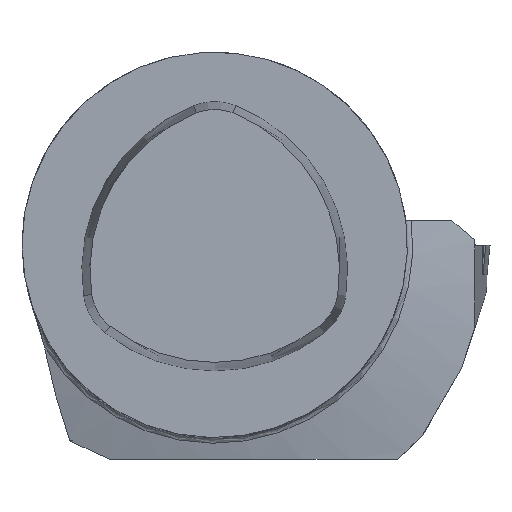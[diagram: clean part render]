
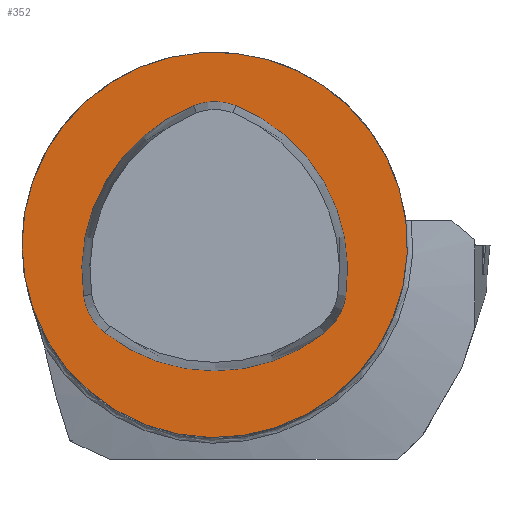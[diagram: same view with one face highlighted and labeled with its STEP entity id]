
A CAD part, top view. The second image highlights one B-rep face of the part: STEP entity #352.
In plain terms, the highlighted planar face has unit normal (0, 0, 1).
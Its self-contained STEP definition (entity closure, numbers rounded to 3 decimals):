
#112=FACE_BOUND('',#508,.T.);
#113=FACE_BOUND('',#509,.T.);
#352=ADVANCED_FACE('',(#112,#113),#404,.T.);
#404=PLANE('',#1202);
#508=EDGE_LOOP('',(#667));
#509=EDGE_LOOP('',(#668,#669,#670,#671,#672,#673));
#667=ORIENTED_EDGE('',*,*,#1004,.T.);
#668=ORIENTED_EDGE('',*,*,#1017,.F.);
#669=ORIENTED_EDGE('',*,*,#1018,.F.);
#670=ORIENTED_EDGE('',*,*,#1019,.F.);
#671=ORIENTED_EDGE('',*,*,#1020,.F.);
#672=ORIENTED_EDGE('',*,*,#1021,.F.);
#673=ORIENTED_EDGE('',*,*,#1022,.F.);
#896=VERTEX_POINT('',#1769);
#907=VERTEX_POINT('',#1825);
#908=VERTEX_POINT('',#1826);
#909=VERTEX_POINT('',#1828);
#910=VERTEX_POINT('',#1830);
#911=VERTEX_POINT('',#1832);
#912=VERTEX_POINT('',#1834);
#1004=EDGE_CURVE('',#896,#896,#1084,.T.);
#1017=EDGE_CURVE('',#907,#908,#1087,.T.);
#1018=EDGE_CURVE('',#909,#907,#1088,.T.);
#1019=EDGE_CURVE('',#910,#909,#1089,.T.);
#1020=EDGE_CURVE('',#911,#910,#1090,.T.);
#1021=EDGE_CURVE('',#912,#911,#1091,.T.);
#1022=EDGE_CURVE('',#908,#912,#1092,.T.);
#1084=CIRCLE('',#1187,31.5);
#1087=CIRCLE('',#1196,29.);
#1088=CIRCLE('',#1197,9.4);
#1089=CIRCLE('',#1198,29.);
#1090=CIRCLE('',#1199,9.4);
#1091=CIRCLE('',#1200,29.);
#1092=CIRCLE('',#1201,9.4);
#1187=AXIS2_PLACEMENT_3D('',#1768,#1379,#1380);
#1196=AXIS2_PLACEMENT_3D('',#1824,#1401,#1402);
#1197=AXIS2_PLACEMENT_3D('',#1827,#1403,#1404);
#1198=AXIS2_PLACEMENT_3D('',#1829,#1405,#1406);
#1199=AXIS2_PLACEMENT_3D('',#1831,#1407,#1408);
#1200=AXIS2_PLACEMENT_3D('',#1833,#1409,#1410);
#1201=AXIS2_PLACEMENT_3D('',#1835,#1411,#1412);
#1202=AXIS2_PLACEMENT_3D('',#1836,#1413,#1414);
#1379=DIRECTION('',(0.,0.,1.));
#1380=DIRECTION('',(-1.,0.,0.));
#1401=DIRECTION('',(0.,0.,1.));
#1402=DIRECTION('',(-1.,0.,0.));
#1403=DIRECTION('',(0.,0.,1.));
#1404=DIRECTION('',(-1.,0.,0.));
#1405=DIRECTION('',(0.,0.,1.));
#1406=DIRECTION('',(-1.,0.,0.));
#1407=DIRECTION('',(0.,0.,1.));
#1408=DIRECTION('',(-1.,0.,0.));
#1409=DIRECTION('',(0.,0.,1.));
#1410=DIRECTION('',(-1.,0.,0.));
#1411=DIRECTION('',(0.,0.,1.));
#1412=DIRECTION('',(-1.,0.,0.));
#1413=DIRECTION('',(0.,0.,1.));
#1414=DIRECTION('',(1.,0.,0.));
#1768=CARTESIAN_POINT('',(0.,0.,0.));
#1769=CARTESIAN_POINT('',(-31.5,0.,0.));
#1824=CARTESIAN_POINT('',(-7.275,-4.2,0.));
#1825=CARTESIAN_POINT('',(21.428,-8.343,0.));
#1826=CARTESIAN_POINT('',(3.489,22.729,0.));
#1827=CARTESIAN_POINT('',(12.124,-7.,0.));
#1828=CARTESIAN_POINT('',(17.939,-14.386,0.));
#1829=CARTESIAN_POINT('',(0.,8.4,0.));
#1830=CARTESIAN_POINT('',(-17.939,-14.386,0.));
#1831=CARTESIAN_POINT('',(-12.124,-7.,0.));
#1832=CARTESIAN_POINT('',(-21.428,-8.343,0.));
#1833=CARTESIAN_POINT('',(7.275,-4.2,0.));
#1834=CARTESIAN_POINT('',(-3.489,22.729,0.));
#1835=CARTESIAN_POINT('',(0.,14.,0.));
#1836=CARTESIAN_POINT('',(0.,0.,0.));
